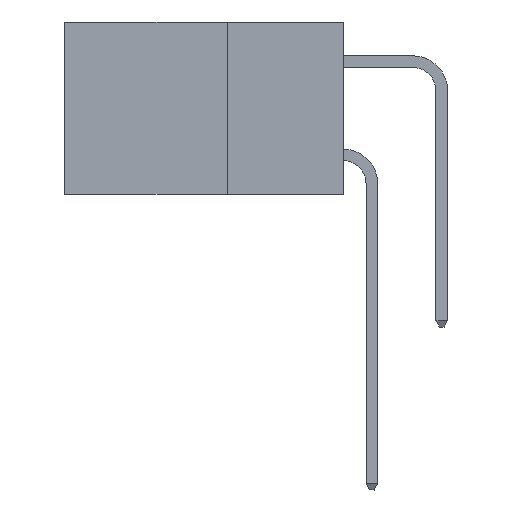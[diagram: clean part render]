
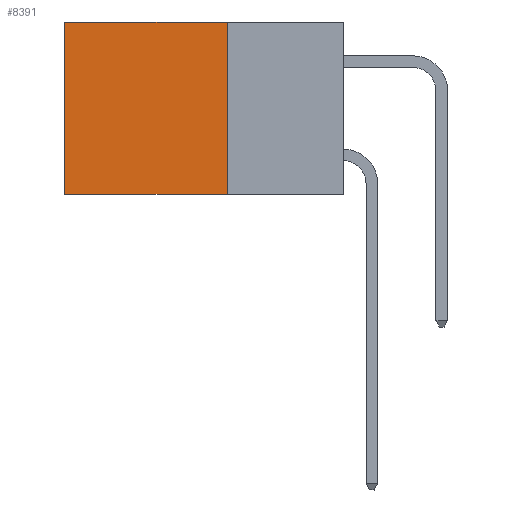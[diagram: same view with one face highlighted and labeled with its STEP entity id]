
A CAD part, left-side view. The second image highlights one B-rep face of the part: STEP entity #8391.
In plain terms, the highlighted planar face has unit normal (-1, 0, 0).
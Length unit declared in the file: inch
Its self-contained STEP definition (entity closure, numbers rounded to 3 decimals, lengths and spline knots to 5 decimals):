
#446 = EDGE_CURVE ( 'NONE', #6305, #5303, #1901, .T. ) ;
#624 = ORIENTED_EDGE ( 'NONE', *, *, #9697, .F. ) ;
#1099 = ORIENTED_EDGE ( 'NONE', *, *, #446, .F. ) ;
#1712 = EDGE_LOOP ( 'NONE', ( #11359, #1099, #624, #4199 ) ) ;
#1901 = LINE ( 'NONE', #12179, #6333 ) ;
#2360 = LINE ( 'NONE', #11795, #13592 ) ;
#4199 = ORIENTED_EDGE ( 'NONE', *, *, #5950, .T. ) ;
#4246 = CARTESIAN_POINT ( 'NONE',  ( 0.298, 0.25, 0. ) ) ;
#4532 = VECTOR ( 'NONE', #10782, 39.37008 ) ;
#4943 = VERTEX_POINT ( 'NONE', #4947 ) ;
#4947 = CARTESIAN_POINT ( 'NONE',  ( 0.298, 0.6, 0. ) ) ;
#5303 = VERTEX_POINT ( 'NONE', #13270 ) ;
#5326 = VECTOR ( 'NONE', #12322, 39.37008 ) ;
#5950 = EDGE_CURVE ( 'NONE', #9015, #4943, #11284, .T. ) ;
#6305 = VERTEX_POINT ( 'NONE', #11442 ) ;
#6333 = VECTOR ( 'NONE', #7304, 39.37008 ) ;
#6713 = EDGE_CURVE ( 'NONE', #4943, #5303, #2360, .T. ) ;
#7270 = LINE ( 'NONE', #11048, #4532 ) ;
#7304 = DIRECTION ( 'NONE',  ( 0., 1., 0. ) ) ;
#8391 = ADVANCED_FACE ( 'NONE', ( #13704 ), #12637, .F. ) ;
#9015 = VERTEX_POINT ( 'NONE', #4246 ) ;
#9697 = EDGE_CURVE ( 'NONE', #9015, #6305, #7270, .T. ) ;
#10782 = DIRECTION ( 'NONE',  ( 0., 0., -1. ) ) ;
#11048 = CARTESIAN_POINT ( 'NONE',  ( 0.298, 0.25, 0. ) ) ;
#11284 = LINE ( 'NONE', #11933, #5326 ) ;
#11359 = ORIENTED_EDGE ( 'NONE', *, *, #6713, .T. ) ;
#11442 = CARTESIAN_POINT ( 'NONE',  ( 0.298, 0.25, -0.37 ) ) ;
#11589 = DIRECTION ( 'NONE',  ( 0., 0., -1. ) ) ;
#11795 = CARTESIAN_POINT ( 'NONE',  ( 0.298, 0.6, 0. ) ) ;
#11933 = CARTESIAN_POINT ( 'NONE',  ( 0.298, 0.25, 0. ) ) ;
#12107 = AXIS2_PLACEMENT_3D ( 'NONE', #12620, #12590, #12574 ) ;
#12179 = CARTESIAN_POINT ( 'NONE',  ( 0.298, 0.25, -0.37 ) ) ;
#12322 = DIRECTION ( 'NONE',  ( 0., 1., 0. ) ) ;
#12574 = DIRECTION ( 'NONE',  ( 0., 0., -1. ) ) ;
#12590 = DIRECTION ( 'NONE',  ( 1., 0., 0. ) ) ;
#12620 = CARTESIAN_POINT ( 'NONE',  ( 0.298, 0.25, 0. ) ) ;
#12637 = PLANE ( 'NONE',  #12107 ) ;
#13270 = CARTESIAN_POINT ( 'NONE',  ( 0.298, 0.6, -0.37 ) ) ;
#13592 = VECTOR ( 'NONE', #11589, 39.37008 ) ;
#13704 = FACE_OUTER_BOUND ( 'NONE', #1712, .T. ) ;
